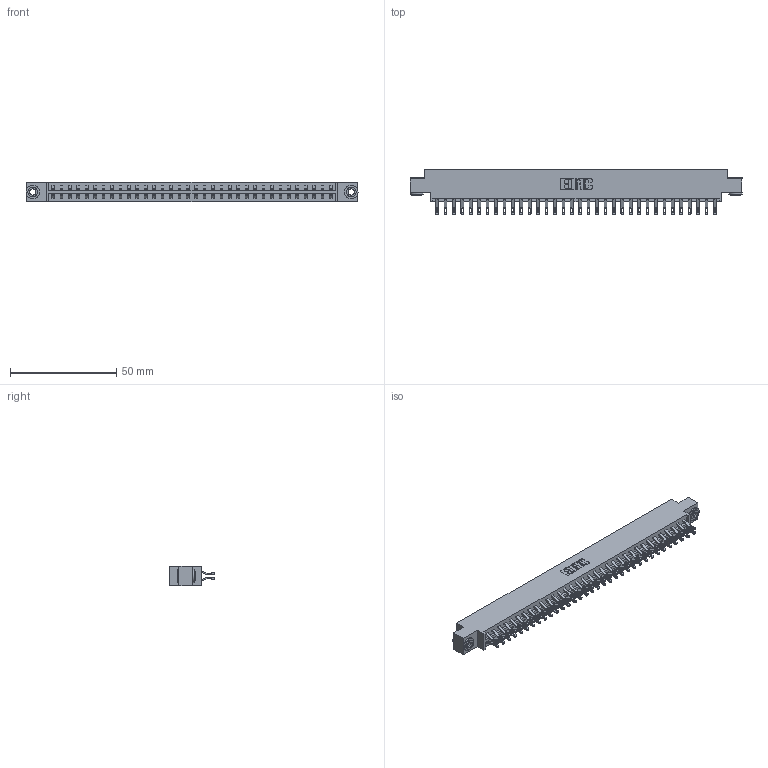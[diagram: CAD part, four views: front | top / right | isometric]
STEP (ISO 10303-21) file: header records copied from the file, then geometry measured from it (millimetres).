
FILE_DESCRIPTION (( 'STEP AP203' ), '1' );
FILE_NAME ('333-068-555-803.STEP', '2018-08-04T13:28:47', ( '' ), ( '' ), 'SwSTEP 2.0', 'SolidWorks 2016', '' );
FILE_SCHEMA (( 'CONFIG_CONTROL_DESIGN' ));
Length unit declared in the file: inch
Products named in the file (4): 345-292-001_555 Tail; 345-250-002_345-250-002-102; 333-068-555-803; 333 Part_Offset - .156 Dia - TH
Assembly tree (71 placements, depth 2):
  333-068-555-803
    333 Part_Offset - .156 Dia - TH
    345-292-001_555 Tail  x68
    345-250-002_345-250-002-102  x2
Bounding box: 156.26 x 21.47 x 9.4 mm (x, y, z)
Volume: 15867.4 mm3; surface area: 19852.5 mm2
Topology: 71 solids, 71 shells, 4100 faces, 12843 edges, 8558 vertices
Faces by surface type: plane 2396, cylinder 1696, cone 8
Entity records: 24016 total; most frequent: CARTESIAN_POINT 4003, ORIENTED_EDGE 3902, DIRECTION 3437, EDGE_CURVE 1951, LINE 1779, VECTOR 1779, VERTEX_POINT 1298, AXIS2_PLACEMENT_3D 829
